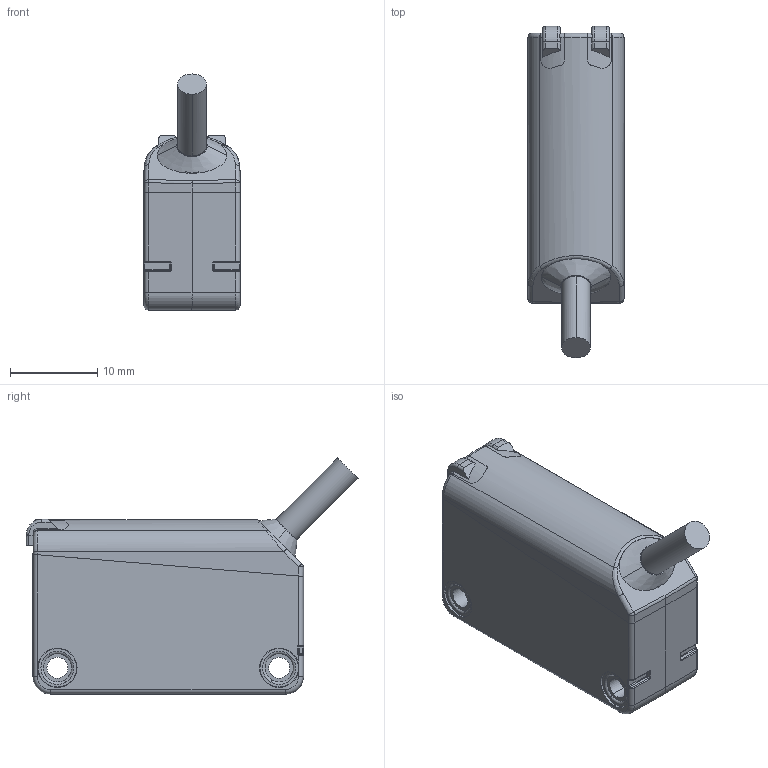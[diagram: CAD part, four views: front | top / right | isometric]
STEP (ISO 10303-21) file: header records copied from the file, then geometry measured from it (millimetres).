
FILE_DESCRIPTION((''),'2;1');
FILE_NAME('DM_CAD-2180_ASM','2015-10-30T',('Creinig-se'),(''),'PRO/ENGINEER BY PARAMETRIC TECHNOLOGY CORPORATION, 2013050','PRO/ENGINEER BY PARAMETRIC TECHNOLOGY CORPORATION, 2013050','');
FILE_SCHEMA(('CONFIG_CONTROL_DESIGN'));
Length unit declared in the file: millimetre
Products named in the file (3): DM_CAD-2180; DM_MSBR-4_ZU_KABEL; DM_CAD-2180_ASM
Assembly tree (2 placements, depth 2):
  DM_CAD-2180_ASM
    DM_CAD-2180
    DM_MSBR-4_ZU_KABEL
Bounding box: 11 x 38.03 x 27.05 mm (x, y, z)
Volume: 6515 mm3; surface area: 4507.6 mm2
Topology: 4 solids, 7 shells, 714 faces, 1888 edges, 1182 vertices
Faces by surface type: plane 346, cylinder 191, bspline 72, torus 51, extrusion 28, sphere 17, cone 9
Entity records: 31993 total; most frequent: CARTESIAN_POINT 10474, ORIENTED_EDGE 3740, DIRECTION 3008, EDGE_CURVE 1870, VERTEX_POINT 1182, VECTOR 1080, LINE 1052, AXIS2_PLACEMENT_3D 964
